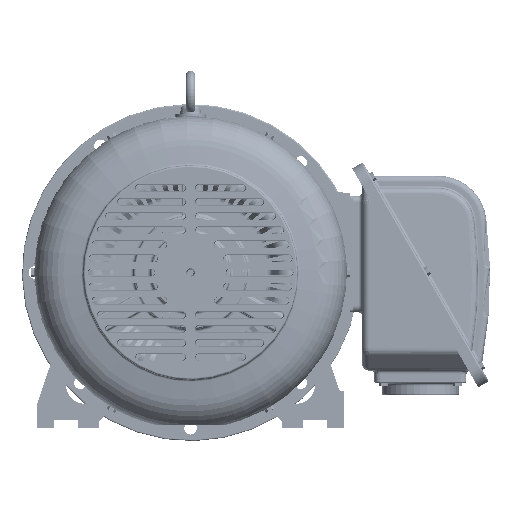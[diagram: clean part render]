
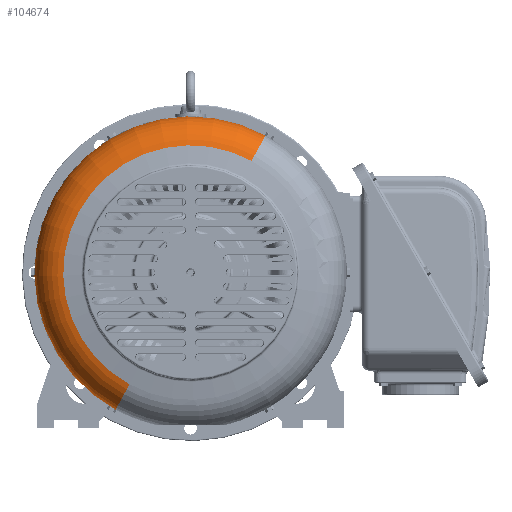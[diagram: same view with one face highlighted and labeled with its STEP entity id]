
A CAD part, front view. The second image highlights one B-rep face of the part: STEP entity #104674.
In plain terms, the highlighted toroidal (fillet/blend) face has major radius 197.75 mm and minor radius 57 mm.
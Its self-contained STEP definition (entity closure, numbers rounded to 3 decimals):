
#104514=CARTESIAN_POINT('Axis2P3D Location',(0.,-418.243,0.)) ;
#104518=CARTESIAN_POINT('Vertex',(-99.552,-418.243,-182.228)) ;
#104520=CARTESIAN_POINT('Vertex',(99.552,-418.243,182.228)) ;
#104644=CARTESIAN_POINT('Axis2P3D Location',(0.,-362.109,0.)) ;
#104649=CARTESIAN_POINT('Axis2P3D Location',(0.,-362.109,0.)) ;
#104653=CARTESIAN_POINT('Vertex',(-122.134,-362.109,-223.564)) ;
#104655=CARTESIAN_POINT('Vertex',(122.134,-362.109,223.564)) ;
#104658=CARTESIAN_POINT('Axis2P3D Location',(-94.806,-362.109,-173.542)) ;
#104663=CARTESIAN_POINT('Axis2P3D Location',(94.806,-362.109,173.542)) ;
#104515=DIRECTION('Axis2P3D Direction',(0.,1.,-0.)) ;
#104645=DIRECTION('Axis2P3D Direction',(0.,1.,-0.)) ;
#104646=DIRECTION('Axis2P3D XDirection',(0.479,0.,0.878)) ;
#104650=DIRECTION('Axis2P3D Direction',(0.,1.,-0.)) ;
#104659=DIRECTION('Axis2P3D Direction',(0.878,-0.,-0.479)) ;
#104664=DIRECTION('Axis2P3D Direction',(-0.878,0.,0.479)) ;
#104516=AXIS2_PLACEMENT_3D('Circle Axis2P3D',#104514,#104515,$) ;
#104647=AXIS2_PLACEMENT_3D('Torus Axis2P3D',#104644,#104645,#104646) ;
#104651=AXIS2_PLACEMENT_3D('Circle Axis2P3D',#104649,#104650,$) ;
#104660=AXIS2_PLACEMENT_3D('Circle Axis2P3D',#104658,#104659,$) ;
#104665=AXIS2_PLACEMENT_3D('Circle Axis2P3D',#104663,#104664,$) ;
#104669=ORIENTED_EDGE('',*,*,#104657,.F.) ;
#104670=ORIENTED_EDGE('',*,*,#104662,.T.) ;
#104671=ORIENTED_EDGE('',*,*,#104522,.T.) ;
#104672=ORIENTED_EDGE('',*,*,#104667,.F.) ;
#104674=ADVANCED_FACE('31407B027X202.1',(#104673),#104648,.T.) ;
#104517=CIRCLE('generated circle',#104516,207.648) ;
#104652=CIRCLE('generated circle',#104651,254.75) ;
#104661=CIRCLE('generated circle',#104660,57.) ;
#104666=CIRCLE('generated circle',#104665,57.) ;
#104648=TOROIDAL_SURFACE('homeo Torus',#104647,197.75,57.) ;
#104522=EDGE_CURVE('',#104519,#104521,#104517,.T.) ;
#104657=EDGE_CURVE('',#104654,#104656,#104652,.T.) ;
#104662=EDGE_CURVE('',#104654,#104519,#104661,.F.) ;
#104667=EDGE_CURVE('',#104656,#104521,#104666,.F.) ;
#104668=EDGE_LOOP('',(#104669,#104670,#104671,#104672)) ;
#104673=FACE_OUTER_BOUND('',#104668,.T.) ;
#104519=VERTEX_POINT('',#104518) ;
#104521=VERTEX_POINT('',#104520) ;
#104654=VERTEX_POINT('',#104653) ;
#104656=VERTEX_POINT('',#104655) ;
